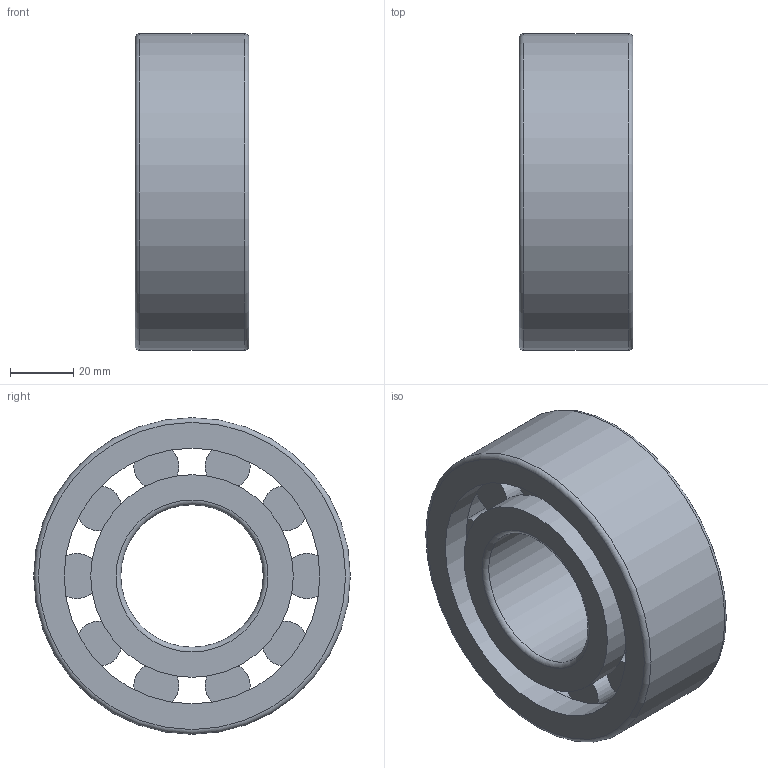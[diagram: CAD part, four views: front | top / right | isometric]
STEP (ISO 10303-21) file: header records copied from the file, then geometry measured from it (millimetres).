
FILE_DESCRIPTION(/* description */ ('STEP AP214'),/* implementation_level */ '2;1');
FILE_NAME(/* name */ 'NJ2309',/* time_stamp */ '2025-09-04T18:13:09+02:00',/* author */ ('License CC BY-ND 4.0'),/* organization */ ('CADENAS'),/* preprocessor_version */ 'ST-DEVELOPER v19.3',/* originating_system */ 'PARTsolutions',/* authorisation */ ' ');
FILE_SCHEMA (('AUTOMOTIVE_DESIGN {1 0 10303 214 3 1 1}'));
Length unit declared in the file: millimetre
Products named in the file (4): NJ2309; NJ2309 Inner ring; NJ2309 Outer ring; NJ2309 Roller
Assembly tree (12 placements, depth 2):
  NJ2309
    NJ2309 Inner ring
    NJ2309 Outer ring
    NJ2309 Roller  x10
Bounding box: 36 x 100 x 100 mm (x, y, z)
Volume: 153845.1 mm3; surface area: 52936.9 mm2
Topology: 12 solids, 12 shells, 49 faces, 61 edges, 39 vertices
Faces by surface type: plane 27, cylinder 17, torus 4, cone 1
Full cylindrical faces by diameter (mm): 14.258 x10, 45 x1, 58.5 x1, 64 x1, 80.75 x2, 87.019 x1, 100 x1
Entity records: 615 total; most frequent: DIRECTION 112, CARTESIAN_POINT 77, AXIS2_PLACEMENT_3D 56, ORIENTED_EDGE 42, EDGE_LOOP 42, FACE_BOUND 42, ADVANCED_FACE 22, EDGE_CURVE 21
